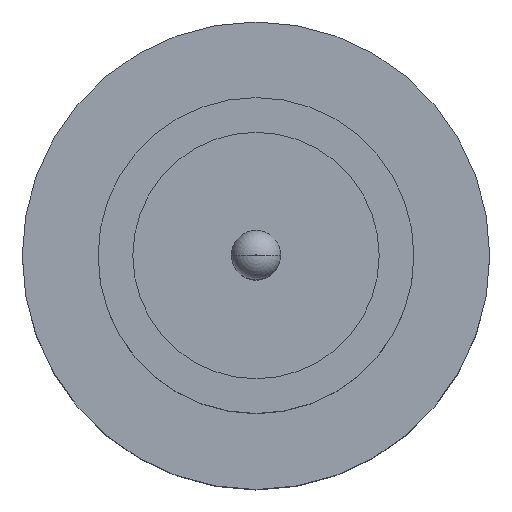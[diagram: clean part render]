
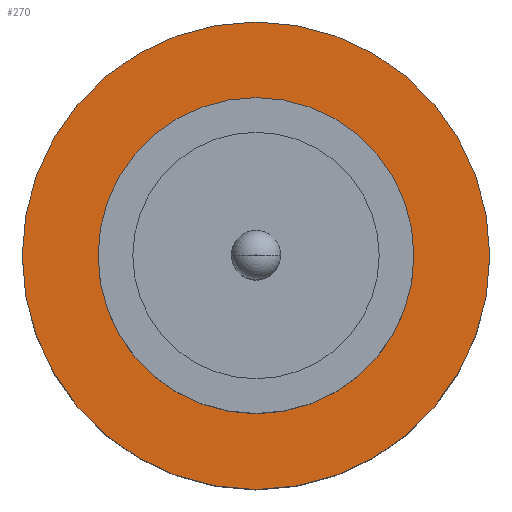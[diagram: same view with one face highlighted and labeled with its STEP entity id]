
A CAD part, top view. The second image highlights one B-rep face of the part: STEP entity #270.
In plain terms, the highlighted planar face has unit normal (0, 0, 1).
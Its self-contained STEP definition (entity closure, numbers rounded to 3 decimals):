
#30 = DIRECTION ( 'NONE',  ( 1., 0., 0. ) ) ;
#57 = CARTESIAN_POINT ( 'NONE',  ( 0., 0., 1.55 ) ) ;
#69 = EDGE_LOOP ( 'NONE', ( #506, #441 ) ) ;
#90 = CARTESIAN_POINT ( 'NONE',  ( 1.25, 0., 1.55 ) ) ;
#107 = PLANE ( 'NONE',  #174 ) ;
#108 = DIRECTION ( 'NONE',  ( 1., 0., 0. ) ) ;
#123 = AXIS2_PLACEMENT_3D ( 'NONE', #173, #865, #30 ) ;
#138 = CARTESIAN_POINT ( 'NONE',  ( -1.25, 0., 1.55 ) ) ;
#165 = CARTESIAN_POINT ( 'NONE',  ( 1.85, 0., 1.55 ) ) ;
#173 = CARTESIAN_POINT ( 'NONE',  ( 0., 0., 1.55 ) ) ;
#174 = AXIS2_PLACEMENT_3D ( 'NONE', #246, #379, #657 ) ;
#197 = ORIENTED_EDGE ( 'NONE', *, *, #247, .F. ) ;
#246 = CARTESIAN_POINT ( 'NONE',  ( 0., 0., 1.55 ) ) ;
#247 = EDGE_CURVE ( 'NONE', #313, #605, #485, .T. ) ;
#254 = CIRCLE ( 'NONE', #123, 1.85 ) ;
#270 = ADVANCED_FACE ( 'NONE', ( #757, #687 ), #107, .T. ) ;
#276 = EDGE_CURVE ( 'NONE', #877, #367, #254, .T. ) ;
#296 = CARTESIAN_POINT ( 'NONE',  ( 0., 0., 1.55 ) ) ;
#313 = VERTEX_POINT ( 'NONE', #90 ) ;
#367 = VERTEX_POINT ( 'NONE', #165 ) ;
#379 = DIRECTION ( 'NONE',  ( 0., 0., 1. ) ) ;
#387 = DIRECTION ( 'NONE',  ( 0., 0., 1. ) ) ;
#394 = AXIS2_PLACEMENT_3D ( 'NONE', #458, #387, #108 ) ;
#400 = EDGE_CURVE ( 'NONE', #605, #313, #407, .T. ) ;
#407 = CIRCLE ( 'NONE', #767, 1.25 ) ;
#409 = CARTESIAN_POINT ( 'NONE',  ( -1.85, 0., 1.55 ) ) ;
#441 = ORIENTED_EDGE ( 'NONE', *, *, #778, .T. ) ;
#442 = DIRECTION ( 'NONE',  ( 1., 0., 0. ) ) ;
#458 = CARTESIAN_POINT ( 'NONE',  ( 0., 0., 1.55 ) ) ;
#485 = CIRCLE ( 'NONE', #607, 1.25 ) ;
#506 = ORIENTED_EDGE ( 'NONE', *, *, #276, .T. ) ;
#588 = ORIENTED_EDGE ( 'NONE', *, *, #400, .F. ) ;
#605 = VERTEX_POINT ( 'NONE', #138 ) ;
#607 = AXIS2_PLACEMENT_3D ( 'NONE', #296, #858, #442 ) ;
#657 = DIRECTION ( 'NONE',  ( 1., 0., 0. ) ) ;
#661 = DIRECTION ( 'NONE',  ( 0., 0., 1. ) ) ;
#687 = FACE_OUTER_BOUND ( 'NONE', #69, .T. ) ;
#757 = FACE_BOUND ( 'NONE', #829, .T. ) ;
#767 = AXIS2_PLACEMENT_3D ( 'NONE', #57, #661, #881 ) ;
#778 = EDGE_CURVE ( 'NONE', #367, #877, #788, .T. ) ;
#788 = CIRCLE ( 'NONE', #394, 1.85 ) ;
#829 = EDGE_LOOP ( 'NONE', ( #197, #588 ) ) ;
#858 = DIRECTION ( 'NONE',  ( 0., 0., 1. ) ) ;
#865 = DIRECTION ( 'NONE',  ( 0., 0., 1. ) ) ;
#877 = VERTEX_POINT ( 'NONE', #409 ) ;
#881 = DIRECTION ( 'NONE',  ( 1., 0., 0. ) ) ;
